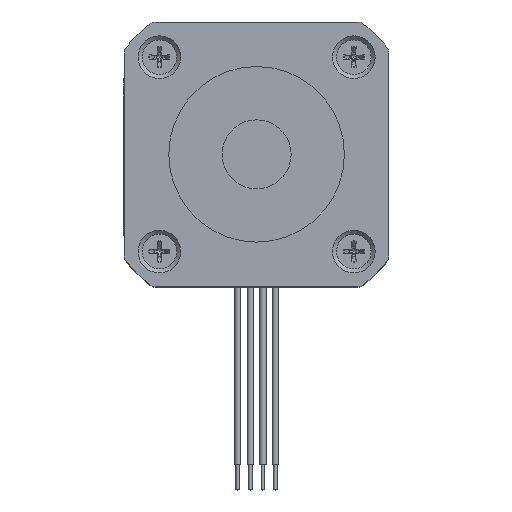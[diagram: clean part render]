
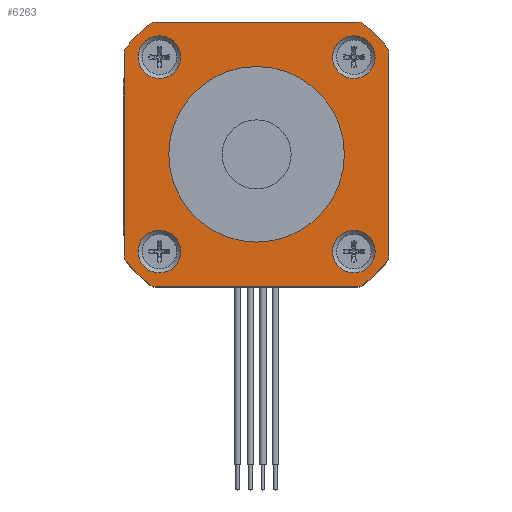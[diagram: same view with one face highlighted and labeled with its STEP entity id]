
A CAD part, top view. The second image highlights one B-rep face of the part: STEP entity #6263.
In plain terms, the highlighted face is planar.
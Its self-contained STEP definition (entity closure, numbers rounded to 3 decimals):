
#286=LINE('',#9544,#809);
#287=LINE('',#9552,#810);
#288=LINE('',#9560,#811);
#289=LINE('',#9568,#812);
#809=VECTOR('',#7630,32.311);
#810=VECTOR('',#7637,32.311);
#811=VECTOR('',#7644,32.311);
#812=VECTOR('',#7651,32.311);
#1431=FACE_BOUND('',#2016,.T.);
#1432=FACE_BOUND('',#2017,.T.);
#1433=FACE_BOUND('',#2018,.T.);
#1434=FACE_BOUND('',#2019,.T.);
#1435=FACE_BOUND('',#2020,.T.);
#1588=FACE_OUTER_BOUND('',#2015,.T.);
#2015=EDGE_LOOP('',(#4471,#4472,#4473,#4474,#4475,#4476,#4477,#4478,#4479,
#4480,#4481,#4482,#4483,#4484,#4485,#4486));
#2016=EDGE_LOOP('',(#4487));
#2017=EDGE_LOOP('',(#4488));
#2018=EDGE_LOOP('',(#4489));
#2019=EDGE_LOOP('',(#4490));
#2020=EDGE_LOOP('',(#4491));
#2514=CIRCLE('',#6714,5.5);
#2537=CIRCLE('',#6742,26.9);
#2538=CIRCLE('',#6743,1.5);
#2539=CIRCLE('',#6744,1.5);
#2540=CIRCLE('',#6745,26.9);
#2541=CIRCLE('',#6746,1.5);
#2542=CIRCLE('',#6747,1.5);
#2543=CIRCLE('',#6748,26.9);
#2544=CIRCLE('',#6749,1.5);
#2545=CIRCLE('',#6750,1.5);
#2546=CIRCLE('',#6751,26.9);
#2547=CIRCLE('',#6752,1.5);
#2548=CIRCLE('',#6753,1.5);
#2549=CIRCLE('',#6754,3.4);
#2550=CIRCLE('',#6755,3.4);
#2551=CIRCLE('',#6756,3.4);
#2552=CIRCLE('',#6757,3.4);
#2829=VERTEX_POINT('',#9455);
#2868=VERTEX_POINT('',#9538);
#2869=VERTEX_POINT('',#9539);
#2870=VERTEX_POINT('',#9541);
#2871=VERTEX_POINT('',#9543);
#2872=VERTEX_POINT('',#9545);
#2873=VERTEX_POINT('',#9547);
#2874=VERTEX_POINT('',#9549);
#2875=VERTEX_POINT('',#9551);
#2876=VERTEX_POINT('',#9553);
#2877=VERTEX_POINT('',#9555);
#2878=VERTEX_POINT('',#9557);
#2879=VERTEX_POINT('',#9559);
#2880=VERTEX_POINT('',#9561);
#2881=VERTEX_POINT('',#9563);
#2882=VERTEX_POINT('',#9565);
#2883=VERTEX_POINT('',#9567);
#2884=VERTEX_POINT('',#9570);
#2885=VERTEX_POINT('',#9572);
#2886=VERTEX_POINT('',#9574);
#2887=VERTEX_POINT('',#9576);
#3466=EDGE_CURVE('',#2829,#2829,#2514,.F.);
#3505=EDGE_CURVE('',#2868,#2869,#2537,.T.);
#3506=EDGE_CURVE('',#2870,#2868,#2538,.T.);
#3507=EDGE_CURVE('',#2871,#2870,#286,.T.);
#3508=EDGE_CURVE('',#2872,#2871,#2539,.T.);
#3509=EDGE_CURVE('',#2873,#2872,#2540,.T.);
#3510=EDGE_CURVE('',#2874,#2873,#2541,.T.);
#3511=EDGE_CURVE('',#2875,#2874,#287,.T.);
#3512=EDGE_CURVE('',#2876,#2875,#2542,.T.);
#3513=EDGE_CURVE('',#2877,#2876,#2543,.T.);
#3514=EDGE_CURVE('',#2878,#2877,#2544,.T.);
#3515=EDGE_CURVE('',#2879,#2878,#288,.T.);
#3516=EDGE_CURVE('',#2880,#2879,#2545,.T.);
#3517=EDGE_CURVE('',#2881,#2880,#2546,.T.);
#3518=EDGE_CURVE('',#2882,#2881,#2547,.T.);
#3519=EDGE_CURVE('',#2883,#2882,#289,.T.);
#3520=EDGE_CURVE('',#2869,#2883,#2548,.T.);
#3521=EDGE_CURVE('',#2884,#2884,#2549,.T.);
#3522=EDGE_CURVE('',#2885,#2885,#2550,.T.);
#3523=EDGE_CURVE('',#2886,#2886,#2551,.T.);
#3524=EDGE_CURVE('',#2887,#2887,#2552,.T.);
#4471=ORIENTED_EDGE('',*,*,#3505,.F.);
#4472=ORIENTED_EDGE('',*,*,#3506,.F.);
#4473=ORIENTED_EDGE('',*,*,#3507,.F.);
#4474=ORIENTED_EDGE('',*,*,#3508,.F.);
#4475=ORIENTED_EDGE('',*,*,#3509,.F.);
#4476=ORIENTED_EDGE('',*,*,#3510,.F.);
#4477=ORIENTED_EDGE('',*,*,#3511,.F.);
#4478=ORIENTED_EDGE('',*,*,#3512,.F.);
#4479=ORIENTED_EDGE('',*,*,#3513,.F.);
#4480=ORIENTED_EDGE('',*,*,#3514,.F.);
#4481=ORIENTED_EDGE('',*,*,#3515,.F.);
#4482=ORIENTED_EDGE('',*,*,#3516,.F.);
#4483=ORIENTED_EDGE('',*,*,#3517,.F.);
#4484=ORIENTED_EDGE('',*,*,#3518,.F.);
#4485=ORIENTED_EDGE('',*,*,#3519,.F.);
#4486=ORIENTED_EDGE('',*,*,#3520,.F.);
#4487=ORIENTED_EDGE('',*,*,#3466,.T.);
#4488=ORIENTED_EDGE('',*,*,#3521,.T.);
#4489=ORIENTED_EDGE('',*,*,#3522,.T.);
#4490=ORIENTED_EDGE('',*,*,#3523,.T.);
#4491=ORIENTED_EDGE('',*,*,#3524,.T.);
#6013=PLANE('',#6741);
#6263=ADVANCED_FACE('',(#1588,#1431,#1432,#1433,#1434,#1435),#6013,.F.);
#6714=AXIS2_PLACEMENT_3D('',#9456,#7554,#7555);
#6741=AXIS2_PLACEMENT_3D('',#9537,#7624,#7625);
#6742=AXIS2_PLACEMENT_3D('',#9540,#7626,#7627);
#6743=AXIS2_PLACEMENT_3D('',#9542,#7628,#7629);
#6744=AXIS2_PLACEMENT_3D('',#9546,#7631,#7632);
#6745=AXIS2_PLACEMENT_3D('',#9548,#7633,#7634);
#6746=AXIS2_PLACEMENT_3D('',#9550,#7635,#7636);
#6747=AXIS2_PLACEMENT_3D('',#9554,#7638,#7639);
#6748=AXIS2_PLACEMENT_3D('',#9556,#7640,#7641);
#6749=AXIS2_PLACEMENT_3D('',#9558,#7642,#7643);
#6750=AXIS2_PLACEMENT_3D('',#9562,#7645,#7646);
#6751=AXIS2_PLACEMENT_3D('',#9564,#7647,#7648);
#6752=AXIS2_PLACEMENT_3D('',#9566,#7649,#7650);
#6753=AXIS2_PLACEMENT_3D('',#9569,#7652,#7653);
#6754=AXIS2_PLACEMENT_3D('',#9571,#7654,#7655);
#6755=AXIS2_PLACEMENT_3D('',#9573,#7656,#7657);
#6756=AXIS2_PLACEMENT_3D('',#9575,#7658,#7659);
#6757=AXIS2_PLACEMENT_3D('',#9577,#7660,#7661);
#7554=DIRECTION('center_axis',(0.,0.,-1.));
#7555=DIRECTION('ref_axis',(-1.,0.,0.));
#7624=DIRECTION('center_axis',(0.,0.,1.));
#7625=DIRECTION('ref_axis',(1.,0.,0.));
#7626=DIRECTION('center_axis',(0.,0.,1.));
#7627=DIRECTION('ref_axis',(1.,0.,0.));
#7628=DIRECTION('center_axis',(0.,0.,1.));
#7629=DIRECTION('ref_axis',(-1.,0.,0.));
#7630=DIRECTION('',(0.,-1.,0.));
#7631=DIRECTION('center_axis',(0.,0.,1.));
#7632=DIRECTION('ref_axis',(-1.,0.,0.));
#7633=DIRECTION('center_axis',(0.,0.,1.));
#7634=DIRECTION('ref_axis',(1.,0.,0.));
#7635=DIRECTION('center_axis',(0.,0.,1.));
#7636=DIRECTION('ref_axis',(-1.,0.,0.));
#7637=DIRECTION('',(-1.,0.,0.));
#7638=DIRECTION('center_axis',(0.,0.,1.));
#7639=DIRECTION('ref_axis',(-1.,0.,0.));
#7640=DIRECTION('center_axis',(0.,0.,1.));
#7641=DIRECTION('ref_axis',(1.,0.,0.));
#7642=DIRECTION('center_axis',(0.,0.,1.));
#7643=DIRECTION('ref_axis',(-1.,0.,0.));
#7644=DIRECTION('',(0.,1.,0.));
#7645=DIRECTION('center_axis',(0.,0.,1.));
#7646=DIRECTION('ref_axis',(-1.,0.,0.));
#7647=DIRECTION('center_axis',(0.,0.,1.));
#7648=DIRECTION('ref_axis',(1.,0.,0.));
#7649=DIRECTION('center_axis',(0.,0.,1.));
#7650=DIRECTION('ref_axis',(-1.,0.,0.));
#7651=DIRECTION('',(1.,0.,0.));
#7652=DIRECTION('center_axis',(0.,0.,1.));
#7653=DIRECTION('ref_axis',(1.,0.,0.));
#7654=DIRECTION('center_axis',(0.,0.,1.));
#7655=DIRECTION('ref_axis',(1.,0.,0.));
#7656=DIRECTION('center_axis',(0.,0.,1.));
#7657=DIRECTION('ref_axis',(1.,0.,0.));
#7658=DIRECTION('center_axis',(0.,0.,1.));
#7659=DIRECTION('ref_axis',(1.,0.,0.));
#7660=DIRECTION('center_axis',(0.,0.,1.));
#7661=DIRECTION('ref_axis',(1.,0.,0.));
#9455=CARTESIAN_POINT('',(-5.5,0.,1.8));
#9456=CARTESIAN_POINT('Origin',(0.,0.,1.8));
#9537=CARTESIAN_POINT('Origin',(0.,0.,1.8));
#9538=CARTESIAN_POINT('',(-20.757,-17.11,1.8));
#9539=CARTESIAN_POINT('',(-17.11,-20.757,1.8));
#9540=CARTESIAN_POINT('Origin',(0.,0.,1.8));
#9541=CARTESIAN_POINT('',(-21.1,-16.155,1.8));
#9542=CARTESIAN_POINT('Origin',(-19.6,-16.155,1.8));
#9543=CARTESIAN_POINT('',(-21.1,16.155,1.8));
#9544=CARTESIAN_POINT('',(-21.1,16.155,1.8));
#9545=CARTESIAN_POINT('',(-20.757,17.11,1.8));
#9546=CARTESIAN_POINT('Origin',(-19.6,16.155,1.8));
#9547=CARTESIAN_POINT('',(-17.11,20.757,1.8));
#9548=CARTESIAN_POINT('Origin',(0.,0.,1.8));
#9549=CARTESIAN_POINT('',(-16.155,21.1,1.8));
#9550=CARTESIAN_POINT('Origin',(-16.155,19.6,1.8));
#9551=CARTESIAN_POINT('',(16.155,21.1,1.8));
#9552=CARTESIAN_POINT('',(16.155,21.1,1.8));
#9553=CARTESIAN_POINT('',(17.11,20.757,1.8));
#9554=CARTESIAN_POINT('Origin',(16.155,19.6,1.8));
#9555=CARTESIAN_POINT('',(20.757,17.11,1.8));
#9556=CARTESIAN_POINT('Origin',(0.,0.,1.8));
#9557=CARTESIAN_POINT('',(21.1,16.155,1.8));
#9558=CARTESIAN_POINT('Origin',(19.6,16.155,1.8));
#9559=CARTESIAN_POINT('',(21.1,-16.155,1.8));
#9560=CARTESIAN_POINT('',(21.1,-16.155,1.8));
#9561=CARTESIAN_POINT('',(20.757,-17.11,1.8));
#9562=CARTESIAN_POINT('Origin',(19.6,-16.155,1.8));
#9563=CARTESIAN_POINT('',(17.11,-20.757,1.8));
#9564=CARTESIAN_POINT('Origin',(0.,0.,1.8));
#9565=CARTESIAN_POINT('',(16.155,-21.1,1.8));
#9566=CARTESIAN_POINT('Origin',(16.155,-19.6,1.8));
#9567=CARTESIAN_POINT('',(-16.155,-21.1,1.8));
#9568=CARTESIAN_POINT('',(-16.155,-21.1,1.8));
#9569=CARTESIAN_POINT('Origin',(-16.155,-19.6,1.8));
#9570=CARTESIAN_POINT('',(18.9,-15.5,1.8));
#9571=CARTESIAN_POINT('Origin',(15.5,-15.5,1.8));
#9572=CARTESIAN_POINT('',(-12.1,-15.5,1.8));
#9573=CARTESIAN_POINT('Origin',(-15.5,-15.5,1.8));
#9574=CARTESIAN_POINT('',(18.9,15.5,1.8));
#9575=CARTESIAN_POINT('Origin',(15.5,15.5,1.8));
#9576=CARTESIAN_POINT('',(-12.1,15.5,1.8));
#9577=CARTESIAN_POINT('Origin',(-15.5,15.5,1.8));
